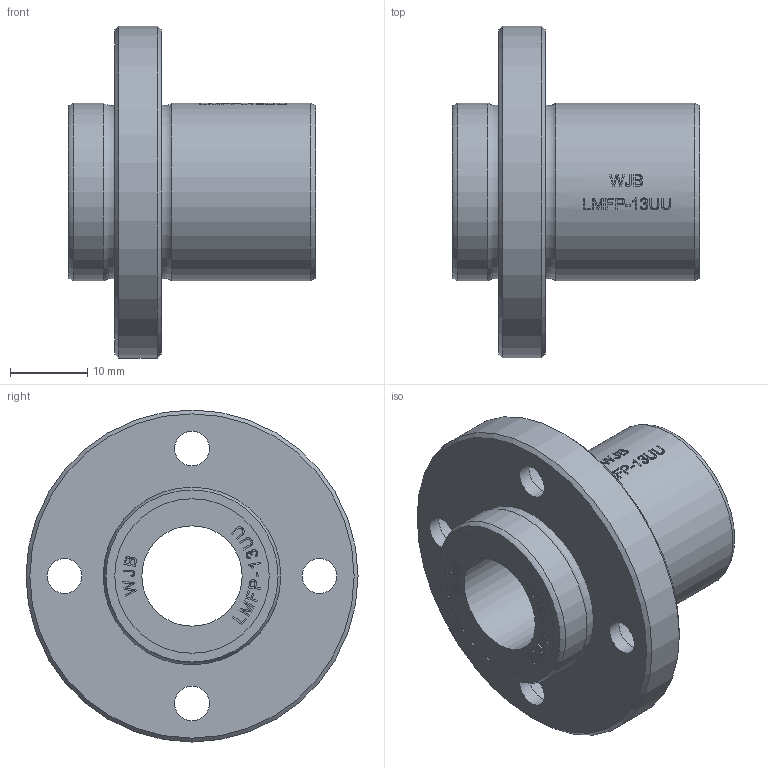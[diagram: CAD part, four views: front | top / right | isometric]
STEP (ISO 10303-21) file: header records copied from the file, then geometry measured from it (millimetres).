
FILE_DESCRIPTION(/* description */ (''),/* implementation_level */ '2;1');
FILE_NAME(/* name */ 'WJB-LMFP-13UU-2.stp',/* time_stamp */ '2019-01-26T19:12:10+08:00',/* author */ (''),/* organization */ (''),/* preprocessor_version */ 'ST-DEVELOPER v11',/* originating_system */ 'SIEMENS UGS NX 6.0',/* authorisation */ '');
FILE_SCHEMA (('CONFIG_CONTROL_DESIGN'));
Length unit declared in the file: millimetre
Products named in the file (1): ROCK97E1xpip
Bounding box: 32 x 43 x 43 mm (x, y, z)
Volume: 14161.5 mm3; surface area: 6984.3 mm2
Topology: 1 solids, 1 shells, 360 faces, 909 edges, 604 vertices
Faces by surface type: plane 226, extrusion 99, cylinder 29, torus 4, cone 2
Full cylindrical faces by diameter (mm): 4.5 x4, 8 x4, 13 x1, 20 x2, 23 x2, 43 x1
Entity records: 13844 total; most frequent: CARTESIAN_POINT 5671, ORIENTED_EDGE 1778, DIRECTION 1290, EDGE_CURVE 889, VERTEX_POINT 604, VECTOR 566, LINE 467, EDGE_LOOP 443
